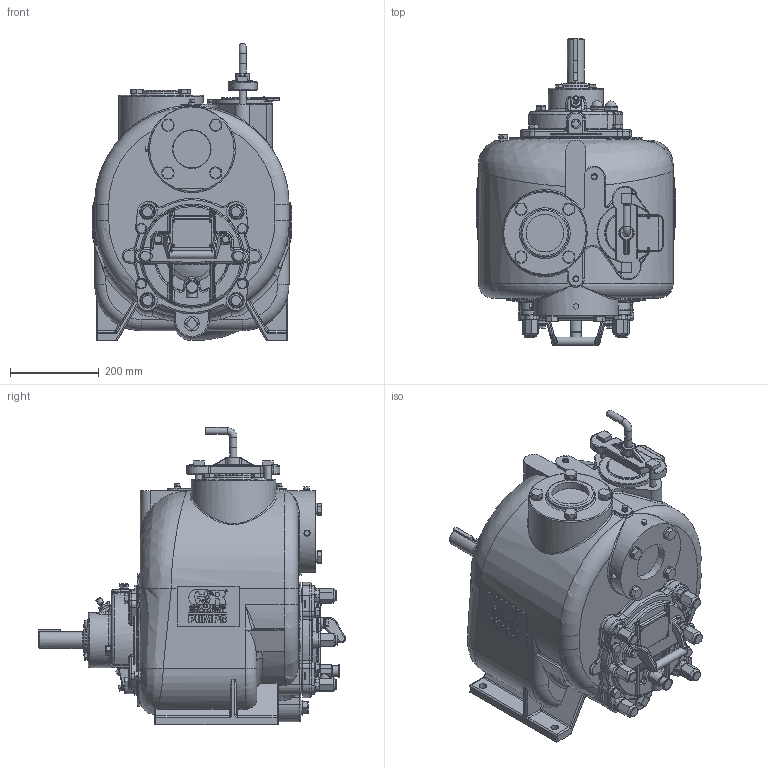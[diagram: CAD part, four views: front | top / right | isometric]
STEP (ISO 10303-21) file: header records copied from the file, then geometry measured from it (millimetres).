
FILE_DESCRIPTION(/* description */ ('Unknown'),/* implementation_level */ '2;1');
FILE_NAME(/* name */ '19028',/* time_stamp */ '2020-02-20T15:55:37-05:00',/* author */ ('Unknown'),/* organization */ ('Unknown'),/* preprocessor_version */ 'ST-DEVELOPER v16.7',/* originating_system */ 'DEX',/* authorisation */ $);
FILE_SCHEMA (('AUTOMOTIVE_DESIGN {1 0 10303 214 3 1 1}'));
Products named in the file (1): 19028
Bounding box: 450.34 x 692.58 x 670.12 mm (x, y, z)
Volume: 76642196.8 mm3; surface area: 1479237.3 mm2
Topology: 2 solids, 59 shells, 3486 faces, 8641 edges, 5340 vertices
Faces by surface type: plane 1551, cylinder 925, torus 471, bspline 396, sphere 79, cone 64
Full cylindrical faces by diameter (mm): 2.388 x2, 2.527 x2, 2.845 x6, 3.048 x6, 3.175 x2, 8.738 x1, 9.093 x1, 9.525 x6, 9.779 x6, 10.527 x2, 10.716 x2, 11.113 x2, 12.7 x9, 13.005 x8, 13.462 x2, 14.287 x4, 15.875 x10, 16.256 x1, 16.271 x4, 16.32 x8, 17.348 x6, 17.462 x4, 17.982 x1, 18.863 x8, 18.923 x1, 19.05 x5, 19.812 x4, 21.209 x8, 22.174 x8, 22.225 x6
Entity records: 132451 total; most frequent: CARTESIAN_POINT 27767, DIRECTION 16969, ORIENTED_EDGE 16246, EDGE_CURVE 8123, AXIS2_PLACEMENT_3D 6374, VERTEX_POINT 5207, LINE 4221, VECTOR 4221
